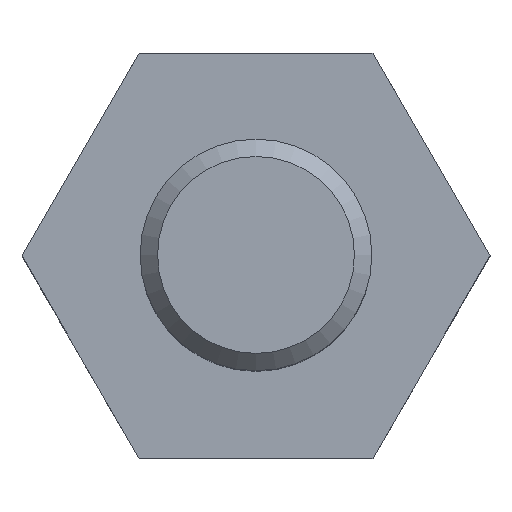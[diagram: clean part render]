
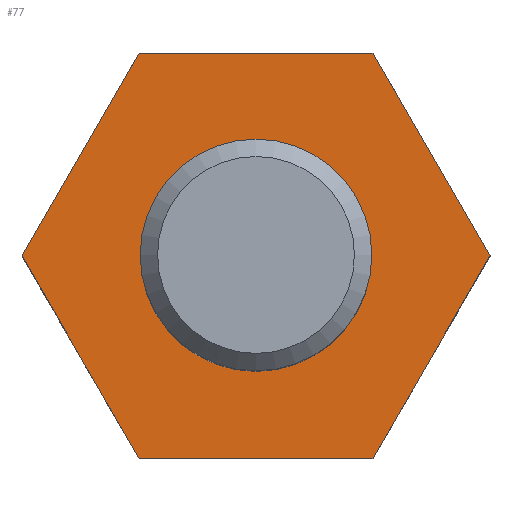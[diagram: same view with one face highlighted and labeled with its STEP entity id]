
A CAD part, top view. The second image highlights one B-rep face of the part: STEP entity #77.
In plain terms, the highlighted planar face has unit normal (0, 0, 1).
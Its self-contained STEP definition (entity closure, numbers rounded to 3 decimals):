
#77 = ADVANCED_FACE( '', ( #163, #164 ), #165, .T. );
#163 = FACE_BOUND( '', #257, .T. );
#164 = FACE_OUTER_BOUND( '', #258, .T. );
#165 = PLANE( '', #259 );
#257 = EDGE_LOOP( '', ( #395 ) );
#258 = EDGE_LOOP( '', ( #396, #397, #398, #399, #400, #401 ) );
#259 = AXIS2_PLACEMENT_3D( '', #402, #403, #404 );
#395 = ORIENTED_EDGE( '', *, *, #528, .T. );
#396 = ORIENTED_EDGE( '', *, *, #529, .T. );
#397 = ORIENTED_EDGE( '', *, *, #492, .T. );
#398 = ORIENTED_EDGE( '', *, *, #509, .T. );
#399 = ORIENTED_EDGE( '', *, *, #483, .T. );
#400 = ORIENTED_EDGE( '', *, *, #530, .T. );
#401 = ORIENTED_EDGE( '', *, *, #531, .T. );
#402 = CARTESIAN_POINT( '', ( 0., 0., 5. ) );
#403 = DIRECTION( '', ( 0., 0., 1. ) );
#404 = DIRECTION( '', ( 1., 0., 0. ) );
#483 = EDGE_CURVE( '', #553, #551, #554, .T. );
#492 = EDGE_CURVE( '', #568, #566, #569, .T. );
#509 = EDGE_CURVE( '', #566, #553, #592, .T. );
#528 = EDGE_CURVE( '', #619, #619, #620, .F. );
#529 = EDGE_CURVE( '', #621, #568, #622, .T. );
#530 = EDGE_CURVE( '', #551, #623, #624, .T. );
#531 = EDGE_CURVE( '', #623, #621, #625, .T. );
#551 = VERTEX_POINT( '', #653 );
#553 = VERTEX_POINT( '', #656 );
#554 = LINE( '', #657, #658 );
#566 = VERTEX_POINT( '', #690 );
#568 = VERTEX_POINT( '', #693 );
#569 = LINE( '', #694, #695 );
#592 = LINE( '', #736, #737 );
#619 = VERTEX_POINT( '', #790 );
#620 = CIRCLE( '', #791, 1.852 );
#621 = VERTEX_POINT( '', #792 );
#622 = LINE( '', #793, #794 );
#623 = VERTEX_POINT( '', #795 );
#624 = LINE( '', #796, #797 );
#625 = LINE( '', #798, #799 );
#653 = CARTESIAN_POINT( '', ( 2.021, -3.5, 5. ) );
#656 = CARTESIAN_POINT( '', ( -2.021, -3.5, 5. ) );
#657 = CARTESIAN_POINT( '', ( -2.021, -3.5, 5. ) );
#658 = VECTOR( '', #826, 1000. );
#690 = CARTESIAN_POINT( '', ( -4.041, 0., 5. ) );
#693 = CARTESIAN_POINT( '', ( -2.021, 3.5, 5. ) );
#694 = CARTESIAN_POINT( '', ( -2.021, 3.5, 5. ) );
#695 = VECTOR( '', #832, 1000. );
#736 = CARTESIAN_POINT( '', ( -4.041, 0., 5. ) );
#737 = VECTOR( '', #852, 1000. );
#790 = CARTESIAN_POINT( '', ( 1.852, 0., 5. ) );
#791 = AXIS2_PLACEMENT_3D( '', #874, #875, #876 );
#792 = CARTESIAN_POINT( '', ( 2.021, 3.5, 5. ) );
#793 = CARTESIAN_POINT( '', ( 2.021, 3.5, 5. ) );
#794 = VECTOR( '', #877, 1000. );
#795 = CARTESIAN_POINT( '', ( 4.041, 0., 5. ) );
#796 = CARTESIAN_POINT( '', ( 2.021, -3.5, 5. ) );
#797 = VECTOR( '', #878, 1000. );
#798 = CARTESIAN_POINT( '', ( 4.041, 0., 5. ) );
#799 = VECTOR( '', #879, 1000. );
#826 = DIRECTION( '', ( 1., 0., 0. ) );
#832 = DIRECTION( '', ( -0.5, -0.866, 0. ) );
#852 = DIRECTION( '', ( 0.5, -0.866, 0. ) );
#874 = CARTESIAN_POINT( '', ( 0., 0., 5. ) );
#875 = DIRECTION( '', ( 0., 0., 1. ) );
#876 = DIRECTION( '', ( 1., 0., 0. ) );
#877 = DIRECTION( '', ( -1., 0., 0. ) );
#878 = DIRECTION( '', ( 0.5, 0.866, 0. ) );
#879 = DIRECTION( '', ( -0.5, 0.866, 0. ) );
